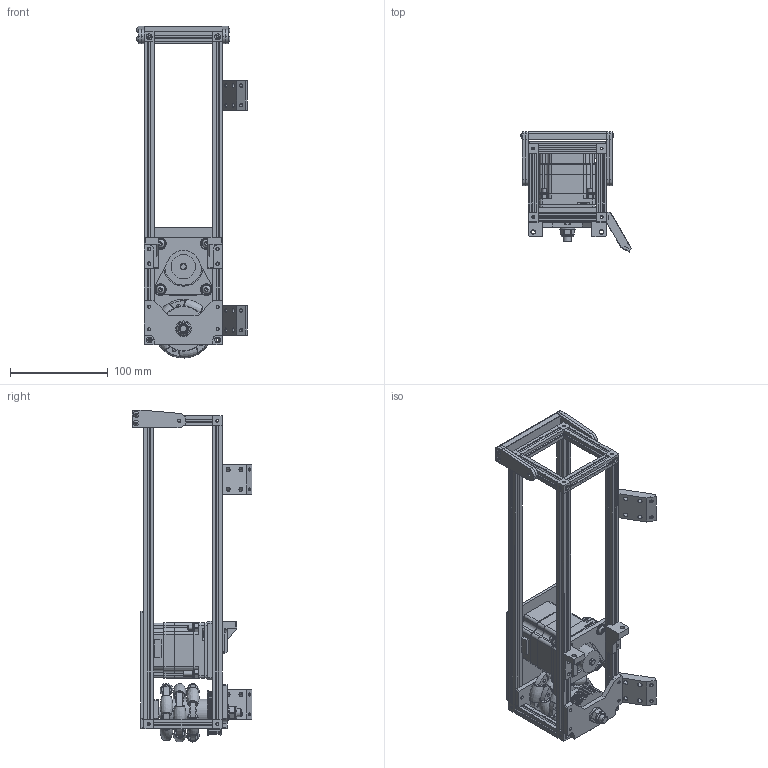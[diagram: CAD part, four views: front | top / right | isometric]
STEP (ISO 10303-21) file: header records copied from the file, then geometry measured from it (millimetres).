
FILE_DESCRIPTION(('FreeCAD Model'),'2;1');
FILE_NAME('Open CASCADE Shape Model','2022-12-27T21:11:28',(''),(''), 'Open CASCADE STEP processor 7.6','FreeCAD','Unknown');
FILE_SCHEMA(('AUTOMOTIVE_DESIGN { 1 0 10303 214 1 1 1 1 }'));
Length unit declared in the file: millimetre
Products named in the file (76): ColonneMoteur; Carters; CarterMoteur; Ensemble Roue; OmniWheelequipedV2; ExternalPlate; Plate; MF128; CoreMF128; SleeveMF128; OmniPancake; MainPlate; Rollers; Roller; Rivets; Rivet; Spacer; Spacer001; MR148; CoreMR148; Sleeve; Pulley28Teeth; Pulley001; Bague 8x10mm; PlaqueExterneSupportRoue; M8x90-Screw; RondelleLaser3mm; PlaqueInterneSupportRoue; M8-Nut; M8-Washer; EnsembleMoteur; SupportMoteur3mm; Part; M5x25-Screw036; M6-Nut; M6-Nut013; M5x25-Screw; M5x25-Screw037; M5x25-Screw038; M6-Nut014 ...
Assembly tree (105 placements, depth 6):
  ColonneMoteur
    Carters
      CarterMoteur
    Ensemble Roue
      OmniWheelequipedV2
        ExternalPlate
          Plate
          MF128
            CoreMF128
            SleeveMF128
        OmniPancake  x3
          MainPlate
          Rollers
            Roller  x5
          Rivets
            Rivet  x5
        Spacer  x2
          Spacer001
          MR148
            CoreMR148
            Sleeve
        Pulley28Teeth
          Pulley001
        Bague 8x10mm
      PlaqueExterneSupportRoue
      M8x90-Screw
      RondelleLaser3mm
      PlaqueInterneSupportRoue
      M8-Nut
      M8-Washer
    EnsembleMoteur
      SupportMoteur3mm
      Part
        M5x25-Screw036
        M6-Nut
        M6-Nut013
        M5x25-Screw
        M5x25-Screw037
        M5x25-Screw038
        M6-Nut014
        M6-Nut015
      23HS16_0884S_equiped
        FrontPanel
        MiddleCore
        RearPanel
        Axle
        ProtectCable
        Cables
        Screws
          M3x38-Screw
          M3x38-Screw025
          M3x38-Screw026
          M3x38-Screw027
        MKS_SERVO57B_
        Poulie_T5_14T_10mm
      SupportMoteur5mm
    Structure
      StructureMakerbeam
        MB_300  x4
        MB_60  x7
Bounding box: 112.95 x 122.36 x 339.45 mm (x, y, z)
Volume: 478379.7 mm3; surface area: 332547.5 mm2
Topology: 106 solids, 106 shells, 2666 faces, 7015 edges, 4636 vertices
Faces by surface type: plane 1243, cylinder 848, extrusion 267, cone 170, sphere 50, bspline 38, revolution 32, torus 18
Full cylindrical faces by diameter (mm): 1.6 x15, 2 x30, 2.5 x11, 3 x54, 3.1 x14, 3.2 x70, 3.3 x3, 3.4 x8, 3.5 x14, 4.1 x20, 5 x13, 5.1 x10, 5.5 x3, 5.6 x4, 6 x25, 6.35 x1, 6.667 x4, 6.75 x1, 8 x11, 8.4 x1, 8.5 x8, 8.833 x1, 9 x1, 9.2 x1, 9.99 x4, 10 x8, 10.5 x1, 10.8 x1, 11 x2, 11.7 x1
Entity records: 58169 total; most frequent: CARTESIAN_POINT 11900, DIRECTION 9275, ORIENTED_EDGE 9198, EDGE_CURVE 4599, AXIS2_PLACEMENT_3D 3396, VERTEX_POINT 3051, VECTOR 2465, LINE 2198
